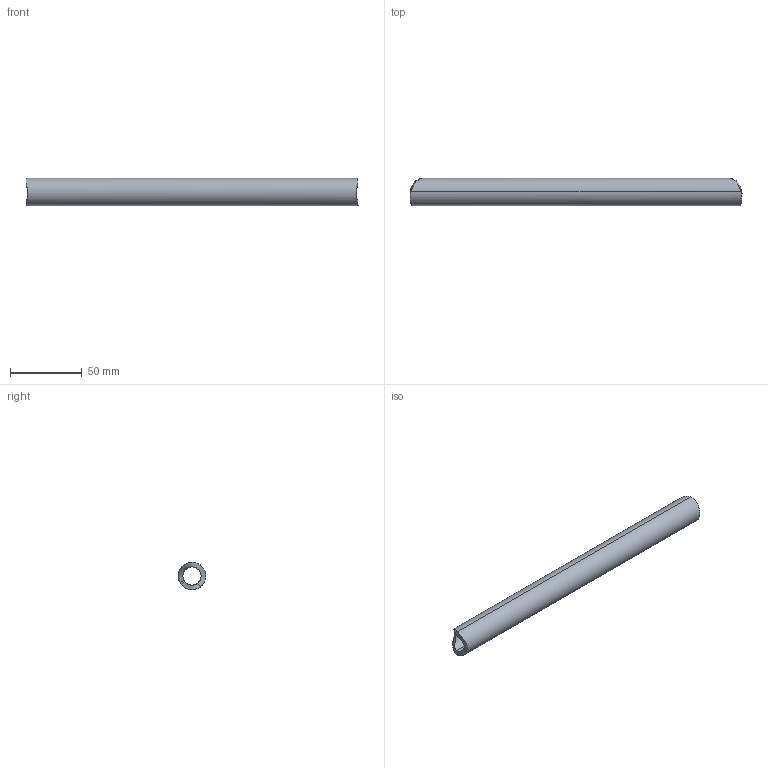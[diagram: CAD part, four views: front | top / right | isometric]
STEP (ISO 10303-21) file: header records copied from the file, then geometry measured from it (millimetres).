
FILE_DESCRIPTION (( 'STEP AP214' ), '1' );
FILE_NAME ('Member 9.STEP', '2025-02-27T19:58:47', ( '' ), ( '' ), 'SwSTEP 2.0', 'SolidWorks 2022', '' );
FILE_SCHEMA (( 'AUTOMOTIVE_DESIGN' ));
Length unit declared in the file: millimetre
Products named in the file (1): Member 9
Bounding box: 230.82 x 19.05 x 19.05 mm (x, y, z)
Volume: 35882.4 mm3; surface area: 22946.4 mm2
Topology: 1 solids, 1 shells, 23 faces, 68 edges, 45 vertices
Faces by surface type: torus 14, bspline 5, cylinder 4
Entity records: 1678 total; most frequent: CARTESIAN_POINT 1154, ORIENTED_EDGE 136, EDGE_CURVE 68, B_SPLINE_CURVE_WITH_KNOTS 60, DIRECTION 50, VERTEX_POINT 45, ADVANCED_FACE 23, AXIS2_PLACEMENT_3D 23
